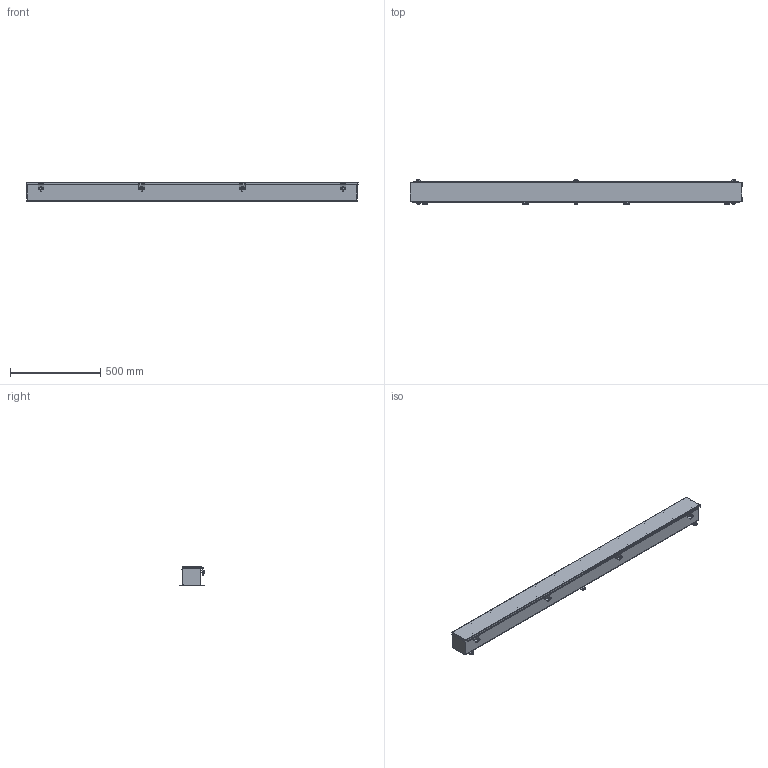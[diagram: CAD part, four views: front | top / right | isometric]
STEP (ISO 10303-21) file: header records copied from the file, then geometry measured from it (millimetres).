
FILE_DESCRIPTION (( 'STEP AP214' ), '1' );
FILE_NAME ('T4472CH.STEP', '2021-11-10T20:50:29', ( '' ), ( '' ), 'SwSTEP 2.0', 'SolidWorks 2021', '' );
FILE_SCHEMA (( 'AUTOMOTIVE_DESIGN' ));
Length unit declared in the file: inch
Products named in the file (1): T4472CH
Bounding box: 1836.74 x 142.11 x 108.78 mm (x, y, z)
Volume: 1745087.5 mm3; surface area: 1942273 mm2
Topology: 22 solids, 22 shells, 1391 faces, 3981 edges, 2642 vertices
Faces by surface type: cylinder 699, plane 664, bspline 20, cone 8
Entity records: 65460 total; most frequent: CARTESIAN_POINT 8884, DIRECTION 8083, ORIENTED_EDGE 7962, EDGE_CURVE 3981, AXIS2_PLACEMENT_3D 2790, VERTEX_POINT 2642, VECTOR 2503, LINE 2503
